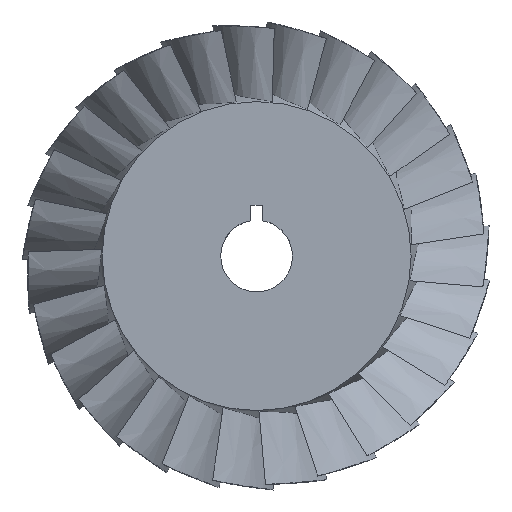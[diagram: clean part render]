
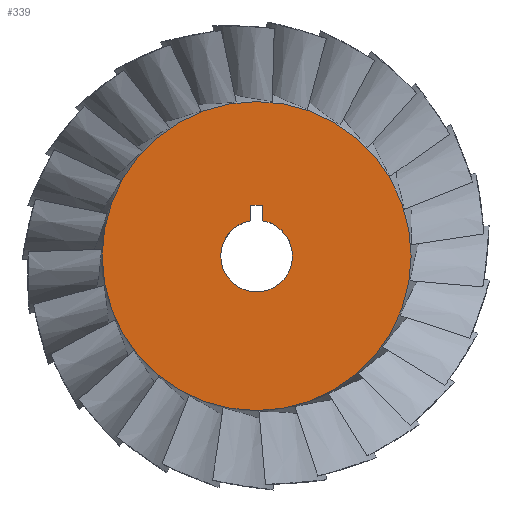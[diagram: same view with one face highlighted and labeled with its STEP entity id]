
A CAD part, top view. The second image highlights one B-rep face of the part: STEP entity #339.
In plain terms, the highlighted planar face has unit normal (0, 0, 1).
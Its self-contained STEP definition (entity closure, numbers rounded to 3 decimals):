
#157 = EDGE_CURVE('',#158,#160,#162,.T.);
#158 = VERTEX_POINT('',#159);
#159 = CARTESIAN_POINT('',(0.85,7.229,10.));
#160 = VERTEX_POINT('',#161);
#161 = CARTESIAN_POINT('',(0.85,5.029,10.));
#162 = LINE('',#163,#164);
#163 = CARTESIAN_POINT('',(0.85,7.229,10.));
#164 = VECTOR('',#165,1.);
#165 = DIRECTION('',(0.,-1.,0.));
#205 = EDGE_CURVE('',#206,#158,#208,.T.);
#206 = VERTEX_POINT('',#207);
#207 = CARTESIAN_POINT('',(-0.85,7.229,10.));
#208 = LINE('',#209,#210);
#209 = CARTESIAN_POINT('',(-0.85,7.229,10.));
#210 = VECTOR('',#211,1.);
#211 = DIRECTION('',(1.,0.,0.));
#229 = EDGE_CURVE('',#230,#206,#232,.T.);
#230 = VERTEX_POINT('',#231);
#231 = CARTESIAN_POINT('',(-0.85,5.029,10.));
#232 = LINE('',#233,#234);
#233 = CARTESIAN_POINT('',(-0.85,5.029,10.));
#234 = VECTOR('',#235,1.);
#235 = DIRECTION('',(0.,1.,0.));
#339 = ADVANCED_FACE('',(#340,#351),#372,.T.);
#340 = FACE_BOUND('',#341,.T.);
#341 = EDGE_LOOP('',(#342));
#342 = ORIENTED_EDGE('',*,*,#343,.F.);
#343 = EDGE_CURVE('',#344,#344,#346,.T.);
#344 = VERTEX_POINT('',#345);
#345 = CARTESIAN_POINT('',(0.,-22.,10.));
#346 = CIRCLE('',#347,22.);
#347 = AXIS2_PLACEMENT_3D('',#348,#349,#350);
#348 = CARTESIAN_POINT('',(0.,0.,10.));
#349 = DIRECTION('',(0.,0.,-1.));
#350 = DIRECTION('',(0.,-1.,0.));
#351 = FACE_BOUND('',#352,.T.);
#352 = EDGE_LOOP('',(#353,#362,#369,#370,#371));
#353 = ORIENTED_EDGE('',*,*,#354,.F.);
#354 = EDGE_CURVE('',#355,#160,#357,.T.);
#355 = VERTEX_POINT('',#356);
#356 = CARTESIAN_POINT('',(5.1,0.,10.));
#357 = CIRCLE('',#358,5.1);
#358 = AXIS2_PLACEMENT_3D('',#359,#360,#361);
#359 = CARTESIAN_POINT('',(0.,0.,10.));
#360 = DIRECTION('',(0.,0.,1.));
#361 = DIRECTION('',(1.,0.,0.));
#362 = ORIENTED_EDGE('',*,*,#363,.F.);
#363 = EDGE_CURVE('',#230,#355,#364,.T.);
#364 = CIRCLE('',#365,5.1);
#365 = AXIS2_PLACEMENT_3D('',#366,#367,#368);
#366 = CARTESIAN_POINT('',(0.,0.,10.));
#367 = DIRECTION('',(0.,0.,1.));
#368 = DIRECTION('',(1.,0.,0.));
#369 = ORIENTED_EDGE('',*,*,#229,.T.);
#370 = ORIENTED_EDGE('',*,*,#205,.T.);
#371 = ORIENTED_EDGE('',*,*,#157,.T.);
#372 = PLANE('',#373);
#373 = AXIS2_PLACEMENT_3D('',#374,#375,#376);
#374 = CARTESIAN_POINT('',(0.,0.,10.));
#375 = DIRECTION('',(0.,0.,1.));
#376 = DIRECTION('',(1.,0.,0.));
